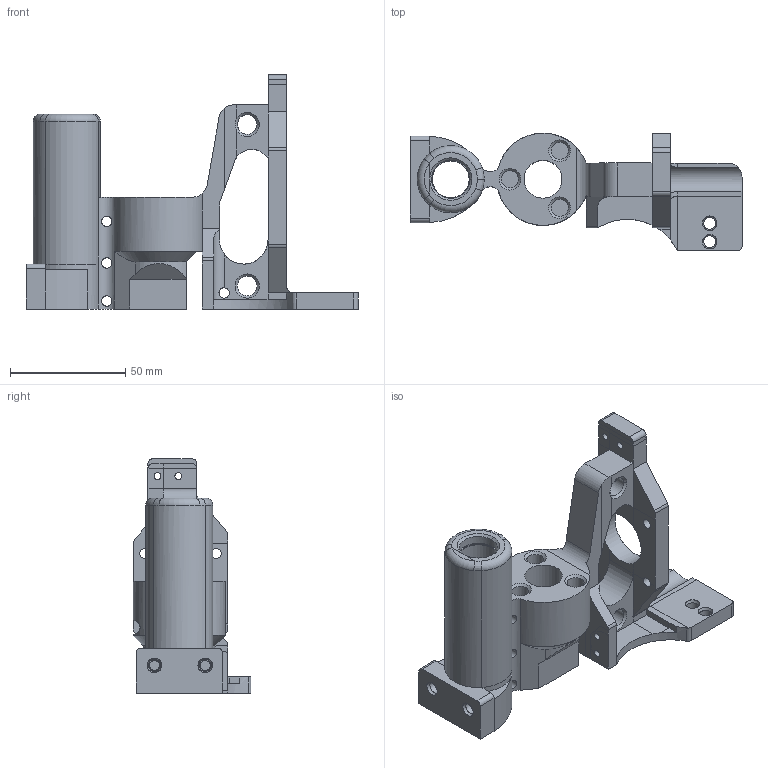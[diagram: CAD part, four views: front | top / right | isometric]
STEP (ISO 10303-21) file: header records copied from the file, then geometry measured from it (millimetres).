
FILE_DESCRIPTION(('FreeCAD Model'),'2;1');
FILE_NAME('x-end-motor-mini_black_v2.0.step', '2016-11-08T15:09:41',('Author'),(''), 'Open CASCADE STEP processor 6.8','FreeCAD','Unknown');
FILE_SCHEMA(('AUTOMOTIVE_DESIGN_CC2 { 1 2 10303 214 -1 1 5 4 }'));
Length unit declared in the file: millimetre
Products named in the file (2): ASSEMBLY; Chamfer006
Assembly tree (1 placements, depth 2):
  ASSEMBLY
    Chamfer006
Bounding box: 143.88 x 51 x 101.5 mm (x, y, z)
Volume: 129926.1 mm3; surface area: 44304.2 mm2
Topology: 1 solids, 1 shells, 206 faces, 533 edges, 333 vertices
Faces by surface type: plane 105, cylinder 73, cone 15, bspline 10, torus 3
Full cylindrical faces by diameter (mm): 3 x4, 4.3 x6, 4.5 x4, 5.2 x4, 7.4 x3, 8.5 x2, 12 x2, 16 x2, 16.4 x1, 16.6 x3, 24 x1
Entity records: 20131 total; most frequent: CARTESIAN_POINT 9929, DIRECTION 1771, ORIENTED_EDGE 1066, PCURVE 1066, DEFINITIONAL_REPRESENTATION 1066, LINE 966, VECTOR 966, EDGE_CURVE 533
